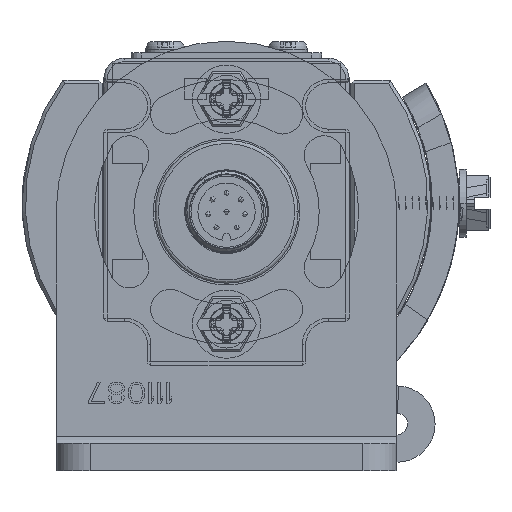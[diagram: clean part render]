
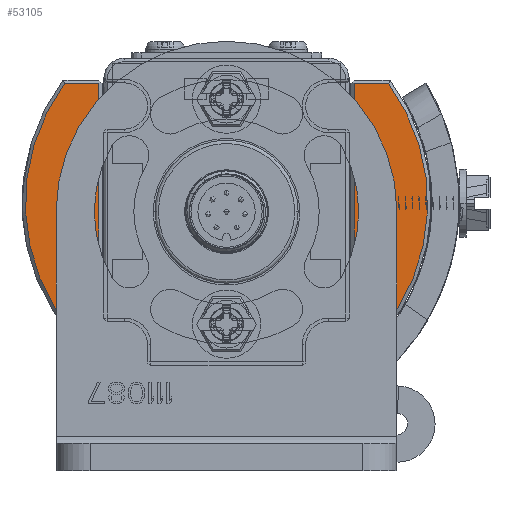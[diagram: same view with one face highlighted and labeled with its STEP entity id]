
A CAD part, front view. The second image highlights one B-rep face of the part: STEP entity #53105.
In plain terms, the highlighted face is planar.
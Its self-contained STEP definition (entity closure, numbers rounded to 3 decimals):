
#52090=DIRECTION('',(1.,0.,0.));
#52091=VECTOR('',#52090,37.);
#52092=CARTESIAN_POINT('',(-19.5,-18.75,-10.));
#52093=LINE('',#52092,#52091);
#52110=DIRECTION('',(0.,-1.,0.));
#52111=VECTOR('',#52110,4.999);
#52112=CARTESIAN_POINT('',(17.5,-18.75,-10.));
#52113=LINE('',#52112,#52111);
#52128=CARTESIAN_POINT('',(0.,0.,-10.));
#52129=DIRECTION('',(0.,0.,-1.));
#52130=DIRECTION('',(0.593,-0.805,0.));
#52131=AXIS2_PLACEMENT_3D('',#52128,#52129,#52130);
#52751=CARTESIAN_POINT('',(-19.5,15.25,-10.));
#52752=DIRECTION('',(0.,0.,1.));
#52753=DIRECTION('',(0.,1.,0.));
#52754=AXIS2_PLACEMENT_3D('',#52751,#52752,#52753);
#52756=DIRECTION('',(-1.,0.,0.));
#52757=VECTOR('',#52756,37.);
#52758=CARTESIAN_POINT('',(17.5,18.75,-10.));
#52759=LINE('',#52758,#52757);
#52772=DIRECTION('',(0.,-1.,0.));
#52773=VECTOR('',#52772,4.999);
#52774=CARTESIAN_POINT('',(17.5,23.749,-10.));
#52775=LINE('',#52774,#52773);
#52789=DIRECTION('',(0.,-1.,0.));
#52790=VECTOR('',#52789,30.5);
#52791=CARTESIAN_POINT('',(-23.,15.25,-10.));
#52792=LINE('',#52791,#52790);
#52810=CARTESIAN_POINT('',(-19.5,-15.25,-10.));
#52811=DIRECTION('',(0.,0.,1.));
#52812=DIRECTION('',(-1.,0.,0.));
#52813=AXIS2_PLACEMENT_3D('',#52810,#52811,#52812);
#52910=CARTESIAN_POINT('',(17.5,-23.749,-10.));
#52911=CARTESIAN_POINT('',(17.5,23.749,-10.));
#52912=VERTEX_POINT('',#52910);
#52913=VERTEX_POINT('',#52911);
#52914=CARTESIAN_POINT('',(17.5,18.75,-10.));
#52915=VERTEX_POINT('',#52914);
#52918=CARTESIAN_POINT('',(17.5,-18.75,-10.));
#52919=VERTEX_POINT('',#52918);
#53066=CARTESIAN_POINT('',(-19.5,18.75,-10.));
#53067=VERTEX_POINT('',#53066);
#53072=CARTESIAN_POINT('',(-23.,15.25,-10.));
#53073=VERTEX_POINT('',#53072);
#53074=CARTESIAN_POINT('',(-23.,-15.25,-10.));
#53075=VERTEX_POINT('',#53074);
#53080=CARTESIAN_POINT('',(-19.5,-18.75,-10.));
#53081=VERTEX_POINT('',#53080);
#53082=CARTESIAN_POINT('',(0.,0.,-10.));
#53083=DIRECTION('',(0.,0.,1.));
#53084=DIRECTION('',(1.,0.,0.));
#53085=AXIS2_PLACEMENT_3D('',#53082,#53083,#53084);
#53086=PLANE('',#53085);
#53088=ORIENTED_EDGE('',*,*,#53087,.F.);
#53090=ORIENTED_EDGE('',*,*,#53089,.F.);
#53092=ORIENTED_EDGE('',*,*,#53091,.F.);
#53094=ORIENTED_EDGE('',*,*,#53093,.F.);
#53096=ORIENTED_EDGE('',*,*,#53095,.F.);
#53098=ORIENTED_EDGE('',*,*,#53097,.F.);
#53100=ORIENTED_EDGE('',*,*,#53099,.F.);
#53102=ORIENTED_EDGE('',*,*,#53101,.F.);
#53103=EDGE_LOOP('',(#53088,#53090,#53092,#53094,#53096,#53098,#53100,#53102));
#53104=FACE_OUTER_BOUND('',#53103,.F.);
#53105=ADVANCED_FACE('',(#53104),#53086,.F.);
#52132=CIRCLE('',#52131,29.5);
#52755=CIRCLE('',#52754,3.5);
#52814=CIRCLE('',#52813,3.5);
#53087=EDGE_CURVE('',#53081,#52919,#52093,.T.);
#53089=EDGE_CURVE('',#53075,#53081,#52814,.T.);
#53091=EDGE_CURVE('',#53073,#53075,#52792,.T.);
#53093=EDGE_CURVE('',#53067,#53073,#52755,.T.);
#53095=EDGE_CURVE('',#52915,#53067,#52759,.T.);
#53097=EDGE_CURVE('',#52913,#52915,#52775,.T.);
#53099=EDGE_CURVE('',#52912,#52913,#52132,.T.);
#53101=EDGE_CURVE('',#52919,#52912,#52113,.T.);
